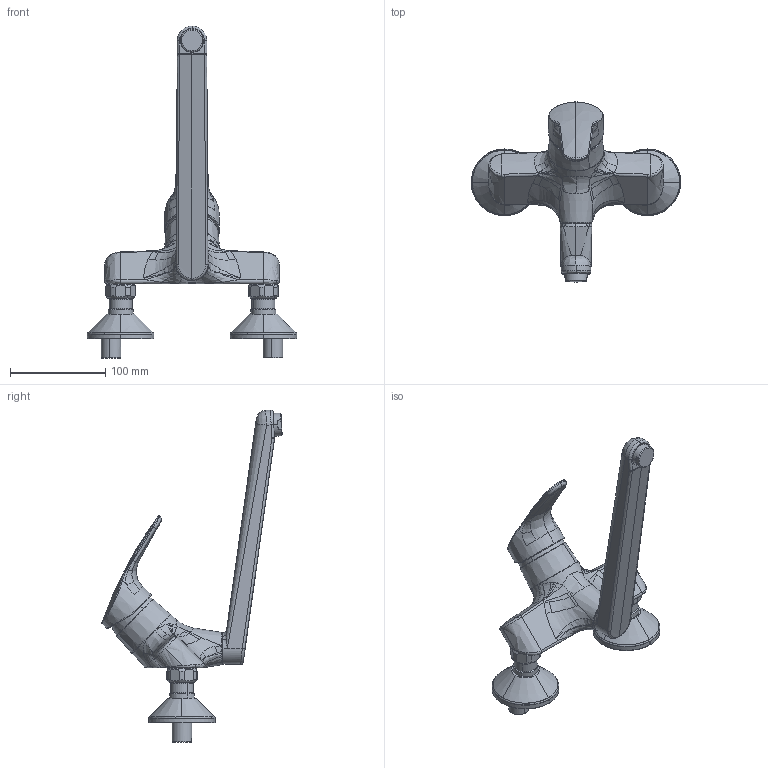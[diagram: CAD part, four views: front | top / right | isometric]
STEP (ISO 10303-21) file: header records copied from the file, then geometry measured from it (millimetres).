
FILE_DESCRIPTION (( 'STEP AP203' ), '1' );
FILE_NAME ('01692283.STEP', '2018-02-22T09:01:19', ( '' ), ( '' ), 'SwSTEP 2.0', 'SolidWorks 2016', '' );
FILE_SCHEMA (( 'CONFIG_CONTROL_DESIGN' ));
Length unit declared in the file: millimetre
Products named in the file (1): 01692283
Bounding box: 220 x 189.41 x 348.62 mm (x, y, z)
Volume: 722007.9 mm3; surface area: 113294.4 mm2
Topology: 1 solids, 3 shells, 566 faces, 1451 edges, 882 vertices
Faces by surface type: bspline 294, cylinder 132, plane 84, cone 44, torus 8, sphere 4
Entity records: 45023 total; most frequent: CARTESIAN_POINT 33852, ORIENTED_EDGE 2838, EDGE_CURVE 1419, DIRECTION 1418, VERTEX_POINT 880, B_SPLINE_CURVE_WITH_KNOTS 814, EDGE_LOOP 583, ADVANCED_FACE 564
